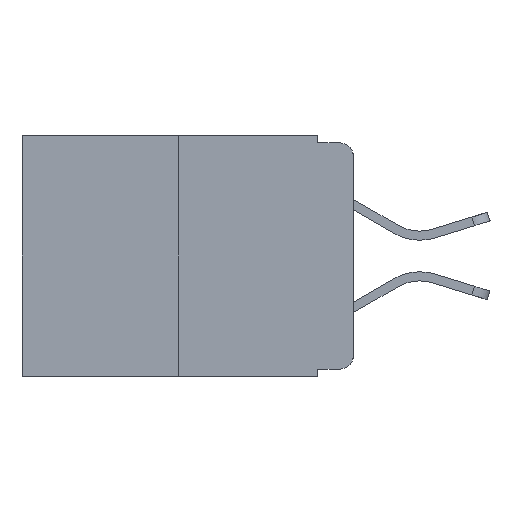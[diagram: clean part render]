
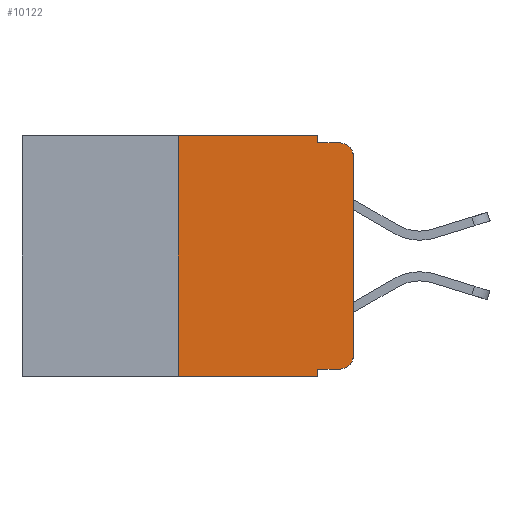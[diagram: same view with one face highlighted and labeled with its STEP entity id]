
A CAD part, left-side view. The second image highlights one B-rep face of the part: STEP entity #10122.
In plain terms, the highlighted planar face has unit normal (-1, 0, 0).
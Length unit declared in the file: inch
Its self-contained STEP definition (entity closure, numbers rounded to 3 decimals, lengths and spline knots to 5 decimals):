
#189 = ORIENTED_EDGE ( 'NONE', *, *, #4040, .F. ) ;
#230 = DIRECTION ( 'NONE',  ( -1., 0., 0. ) ) ;
#675 = ORIENTED_EDGE ( 'NONE', *, *, #2000, .T. ) ;
#769 = DIRECTION ( 'NONE',  ( 0., -1., 0. ) ) ;
#799 = VERTEX_POINT ( 'NONE', #6829 ) ;
#980 = ORIENTED_EDGE ( 'NONE', *, *, #10588, .T. ) ;
#1041 = LINE ( 'NONE', #3378, #10349 ) ;
#1163 = DIRECTION ( 'NONE',  ( 0., 0., 1. ) ) ;
#1291 = EDGE_CURVE ( 'NONE', #2968, #7241, #7835, .T. ) ;
#1470 = VERTEX_POINT ( 'NONE', #5447 ) ;
#1474 = VERTEX_POINT ( 'NONE', #6364 ) ;
#1619 = DIRECTION ( 'NONE',  ( 0., 0., -1. ) ) ;
#1870 = VERTEX_POINT ( 'NONE', #9807 ) ;
#1891 = CARTESIAN_POINT ( 'NONE',  ( 0., 0.473, 0. ) ) ;
#2000 = EDGE_CURVE ( 'NONE', #7241, #8669, #3048, .T. ) ;
#2138 = EDGE_CURVE ( 'NONE', #1470, #1870, #1041, .T. ) ;
#2692 = CARTESIAN_POINT ( 'NONE',  ( 0., 0.051, -0.01 ) ) ;
#2700 = ORIENTED_EDGE ( 'NONE', *, *, #2138, .F. ) ;
#2708 = EDGE_CURVE ( 'NONE', #6146, #8669, #9704, .T. ) ;
#2968 = VERTEX_POINT ( 'NONE', #9150 ) ;
#2993 = VERTEX_POINT ( 'NONE', #9186 ) ;
#3048 = CIRCLE ( 'NONE', #8630, 0.02 ) ;
#3176 = FACE_OUTER_BOUND ( 'NONE', #4183, .T. ) ;
#3333 = CIRCLE ( 'NONE', #4959, 0.02 ) ;
#3378 = CARTESIAN_POINT ( 'NONE',  ( 0., 0.25, 0. ) ) ;
#3974 = AXIS2_PLACEMENT_3D ( 'NONE', #5436, #7200, #1619 ) ;
#3998 = EDGE_CURVE ( 'NONE', #1474, #6146, #9813, .T. ) ;
#4040 = EDGE_CURVE ( 'NONE', #1870, #1474, #9308, .T. ) ;
#4101 = EDGE_CURVE ( 'NONE', #6372, #2993, #6289, .T. ) ;
#4183 = EDGE_LOOP ( 'NONE', ( #4822, #675, #6370, #4356, #189, #2700, #11630, #9763, #5782, #980 ) ) ;
#4356 = ORIENTED_EDGE ( 'NONE', *, *, #3998, .F. ) ;
#4444 = CARTESIAN_POINT ( 'NONE',  ( 0., 0.051, -0.01 ) ) ;
#4449 = VECTOR ( 'NONE', #5695, 39.37008 ) ;
#4822 = ORIENTED_EDGE ( 'NONE', *, *, #1291, .T. ) ;
#4881 = CARTESIAN_POINT ( 'NONE',  ( 0., 0.051, 0. ) ) ;
#4959 = AXIS2_PLACEMENT_3D ( 'NONE', #6105, #230, #6969 ) ;
#5166 = CARTESIAN_POINT ( 'NONE',  ( 0., 0.473, -0.343 ) ) ;
#5169 = LINE ( 'NONE', #6540, #9698 ) ;
#5433 = DIRECTION ( 'NONE',  ( 0., 0., -1. ) ) ;
#5436 = CARTESIAN_POINT ( 'NONE',  ( 0., 0.473, 0. ) ) ;
#5447 = CARTESIAN_POINT ( 'NONE',  ( 0., 0.25, -0.343 ) ) ;
#5501 = VECTOR ( 'NONE', #1163, 39.37008 ) ;
#5695 = DIRECTION ( 'NONE',  ( 0., -1., 0. ) ) ;
#5782 = ORIENTED_EDGE ( 'NONE', *, *, #11113, .T. ) ;
#5817 = DIRECTION ( 'NONE',  ( -1., 0., 0. ) ) ;
#6105 = CARTESIAN_POINT ( 'NONE',  ( 0., 0.02, -0.313 ) ) ;
#6146 = VERTEX_POINT ( 'NONE', #2692 ) ;
#6165 = LINE ( 'NONE', #5166, #8190 ) ;
#6289 = LINE ( 'NONE', #4881, #10935 ) ;
#6364 = CARTESIAN_POINT ( 'NONE',  ( 0., 0.051, 0. ) ) ;
#6370 = ORIENTED_EDGE ( 'NONE', *, *, #2708, .F. ) ;
#6372 = VERTEX_POINT ( 'NONE', #10761 ) ;
#6540 = CARTESIAN_POINT ( 'NONE',  ( 0., 0.051, -0.333 ) ) ;
#6829 = CARTESIAN_POINT ( 'NONE',  ( 0., 0.02, -0.333 ) ) ;
#6969 = DIRECTION ( 'NONE',  ( 0., 0., -1. ) ) ;
#7200 = DIRECTION ( 'NONE',  ( 1., 0., 0. ) ) ;
#7241 = VERTEX_POINT ( 'NONE', #9244 ) ;
#7500 = VECTOR ( 'NONE', #9593, 39.37008 ) ;
#7624 = VECTOR ( 'NONE', #5433, 39.37008 ) ;
#7818 = DIRECTION ( 'NONE',  ( 0., -1., 0. ) ) ;
#7835 = LINE ( 'NONE', #10154, #5501 ) ;
#8190 = VECTOR ( 'NONE', #7818, 39.37008 ) ;
#8630 = AXIS2_PLACEMENT_3D ( 'NONE', #10822, #5817, #11621 ) ;
#8658 = DIRECTION ( 'NONE',  ( 0., 0., 1. ) ) ;
#8669 = VERTEX_POINT ( 'NONE', #11227 ) ;
#9150 = CARTESIAN_POINT ( 'NONE',  ( 0., 0., -0.313 ) ) ;
#9186 = CARTESIAN_POINT ( 'NONE',  ( 0., 0.051, -0.343 ) ) ;
#9244 = CARTESIAN_POINT ( 'NONE',  ( 0., 0., -0.03 ) ) ;
#9308 = LINE ( 'NONE', #1891, #4449 ) ;
#9593 = DIRECTION ( 'NONE',  ( 0., -1., 0. ) ) ;
#9674 = PLANE ( 'NONE',  #3974 ) ;
#9698 = VECTOR ( 'NONE', #769, 39.37008 ) ;
#9704 = LINE ( 'NONE', #4444, #7500 ) ;
#9763 = ORIENTED_EDGE ( 'NONE', *, *, #4101, .F. ) ;
#9807 = CARTESIAN_POINT ( 'NONE',  ( 0., 0.25, 0. ) ) ;
#9813 = LINE ( 'NONE', #11265, #7624 ) ;
#10024 = EDGE_CURVE ( 'NONE', #1470, #2993, #6165, .T. ) ;
#10122 = ADVANCED_FACE ( 'NONE', ( #3176 ), #9674, .F. ) ;
#10154 = CARTESIAN_POINT ( 'NONE',  ( 0., 0., 0. ) ) ;
#10349 = VECTOR ( 'NONE', #8658, 39.37008 ) ;
#10588 = EDGE_CURVE ( 'NONE', #799, #2968, #3333, .T. ) ;
#10761 = CARTESIAN_POINT ( 'NONE',  ( 0., 0.051, -0.333 ) ) ;
#10787 = DIRECTION ( 'NONE',  ( 0., 0., -1. ) ) ;
#10822 = CARTESIAN_POINT ( 'NONE',  ( 0., 0.02, -0.03 ) ) ;
#10935 = VECTOR ( 'NONE', #10787, 39.37008 ) ;
#11113 = EDGE_CURVE ( 'NONE', #6372, #799, #5169, .T. ) ;
#11227 = CARTESIAN_POINT ( 'NONE',  ( 0., 0.02, -0.01 ) ) ;
#11265 = CARTESIAN_POINT ( 'NONE',  ( 0., 0.051, 0. ) ) ;
#11621 = DIRECTION ( 'NONE',  ( 0., 0., -1. ) ) ;
#11630 = ORIENTED_EDGE ( 'NONE', *, *, #10024, .T. ) ;
